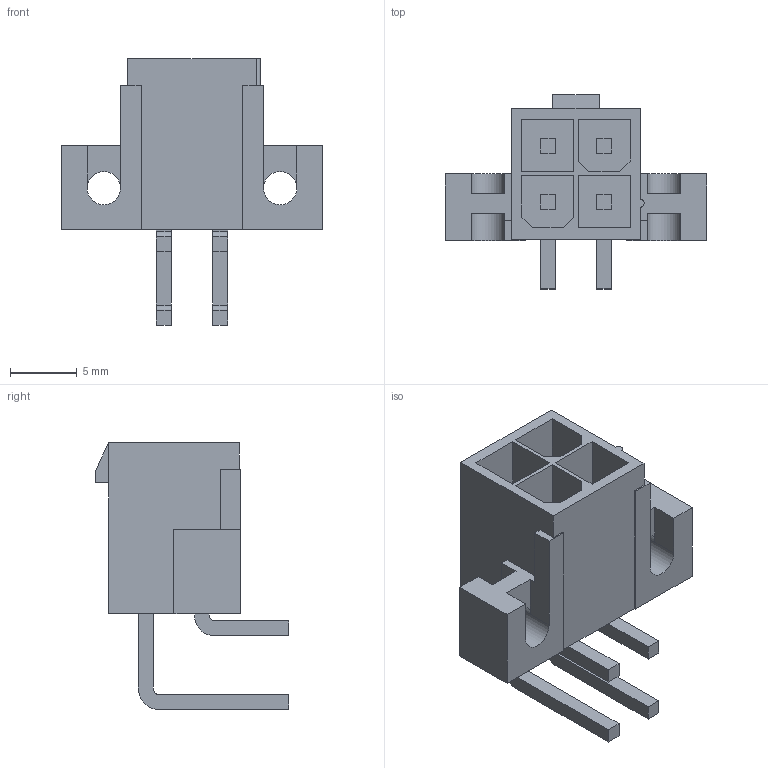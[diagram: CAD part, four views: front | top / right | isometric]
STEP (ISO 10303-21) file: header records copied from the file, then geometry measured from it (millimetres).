
FILE_DESCRIPTION((''),'2;1');
FILE_NAME('C-1586044-4','2014-02-26T',('workeradm'),('Tyco Electronics Ltd.'),'PRO/ENGINEER BY PARAMETRIC TECHNOLOGY CORPORATION, 2013050','PRO/ENGINEER BY PARAMETRIC TECHNOLOGY CORPORATION, 2013050','');
FILE_SCHEMA(('AUTOMOTIVE_DESIGN { 1 0 10303 214 1 1 1 1 }'));
Length unit declared in the file: millimetre
Products named in the file (1): C-1586044-4
Bounding box: 19.61 x 14.5 x 19.96 mm (x, y, z)
Volume: 983.6 mm3; surface area: 1888.2 mm2
Topology: 1 solids, 1 shells, 123 faces, 329 edges, 216 vertices
Faces by surface type: plane 110, cylinder 13
Entity records: 3953 total; most frequent: CARTESIAN_POINT 670, ORIENTED_EDGE 658, DIRECTION 601, EDGE_CURVE 329, VECTOR 303, LINE 303, VERTEX_POINT 216, AXIS2_PLACEMENT_3D 149
